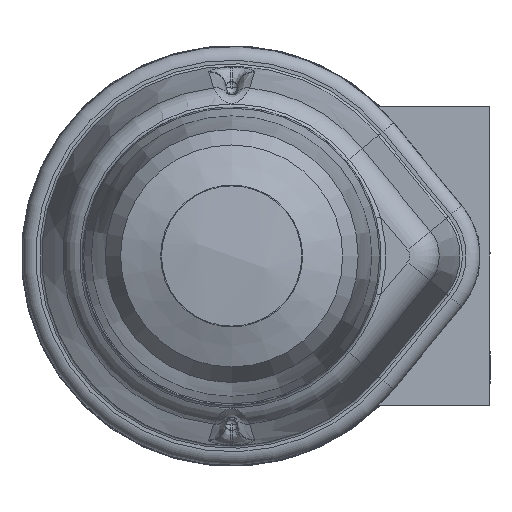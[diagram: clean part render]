
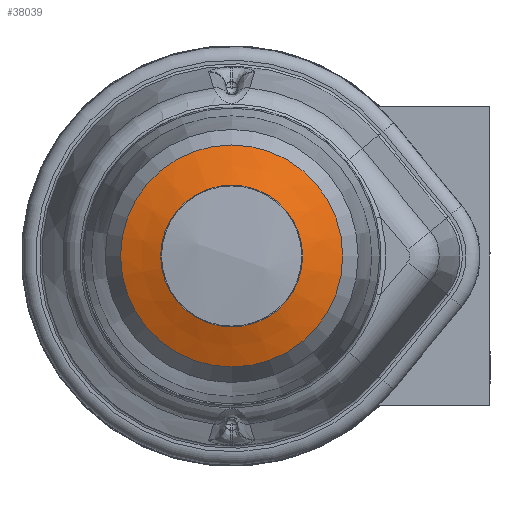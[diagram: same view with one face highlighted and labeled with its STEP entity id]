
A CAD part, front view. The second image highlights one B-rep face of the part: STEP entity #38039.
In plain terms, the highlighted conical face has half-angle 68.509 degrees and reference radius 22.352 mm.
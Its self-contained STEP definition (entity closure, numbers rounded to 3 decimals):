
#1700 = DIRECTION ( 'NONE',  ( 0., -1., 0. ) ) ;
#7148 = AXIS2_PLACEMENT_3D ( 'NONE', #10726, #29866, #33071 ) ;
#7587 = EDGE_LOOP ( 'NONE', ( #14540 ) ) ;
#7617 = DIRECTION ( 'NONE',  ( 0., -1., 0. ) ) ;
#8745 = CIRCLE ( 'NONE', #13612, 14.112 ) ;
#8897 = FACE_BOUND ( 'NONE', #7587, .T. ) ;
#10726 = CARTESIAN_POINT ( 'NONE',  ( 0., -95.539, 0. ) ) ;
#13361 = AXIS2_PLACEMENT_3D ( 'NONE', #26746, #7617, #29968 ) ;
#13612 = AXIS2_PLACEMENT_3D ( 'NONE', #20767, #1700, #24003 ) ;
#14540 = ORIENTED_EDGE ( 'NONE', *, *, #39417, .F. ) ;
#15702 = ORIENTED_EDGE ( 'NONE', *, *, #39941, .T. ) ;
#16197 = CARTESIAN_POINT ( 'NONE',  ( 0., -98.783, -14.112 ) ) ;
#18205 = EDGE_LOOP ( 'NONE', ( #15702 ) ) ;
#18935 = VERTEX_POINT ( 'NONE', #38570 ) ;
#19154 = CIRCLE ( 'NONE', #13361, 22.352 ) ;
#20767 = CARTESIAN_POINT ( 'NONE',  ( 0., -98.783, 0. ) ) ;
#24003 = DIRECTION ( 'NONE',  ( 0., 0., -1. ) ) ;
#26746 = CARTESIAN_POINT ( 'NONE',  ( 0., -95.539, 0. ) ) ;
#27465 = VERTEX_POINT ( 'NONE', #16197 ) ;
#29866 = DIRECTION ( 'NONE',  ( 0., 1., 0. ) ) ;
#29968 = DIRECTION ( 'NONE',  ( 0., 0., -1. ) ) ;
#32378 = CONICAL_SURFACE ( 'NONE', #7148, 22.352, 1.196 ) ;
#33071 = DIRECTION ( 'NONE',  ( 0., 0., 1. ) ) ;
#33382 = FACE_OUTER_BOUND ( 'NONE', #18205, .T. ) ;
#38039 = ADVANCED_FACE ( 'NONE', ( #8897, #33382 ), #32378, .T. ) ;
#38570 = CARTESIAN_POINT ( 'NONE',  ( 0., -95.539, -22.352 ) ) ;
#39417 = EDGE_CURVE ( 'NONE', #27465, #27465, #8745, .T. ) ;
#39941 = EDGE_CURVE ( 'NONE', #18935, #18935, #19154, .T. ) ;
